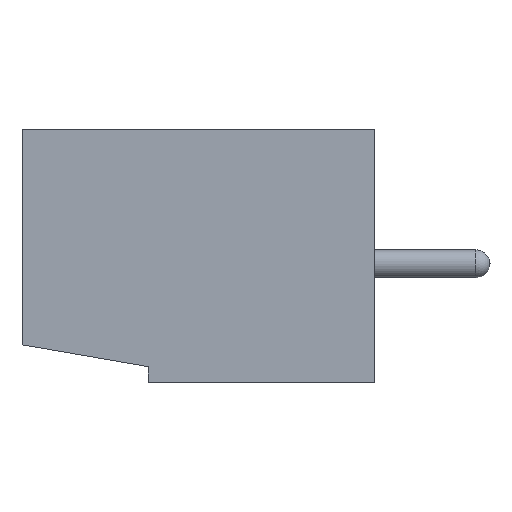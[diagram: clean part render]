
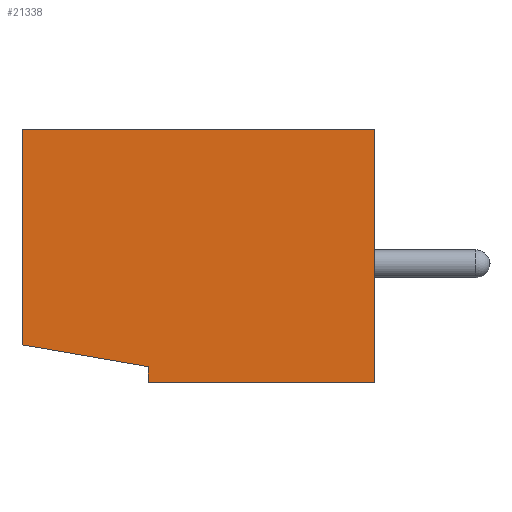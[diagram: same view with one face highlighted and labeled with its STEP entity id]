
A CAD part, left-side view. The second image highlights one B-rep face of the part: STEP entity #21338.
In plain terms, the highlighted planar face has unit normal (-1, 0, 0).
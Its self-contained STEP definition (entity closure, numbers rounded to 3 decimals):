
#850 = AXIS2_PLACEMENT_3D ( 'NONE', #11628, #11633, #11634 ) ;
#1430 = ORIENTED_EDGE ( 'NONE', *, *, #19704, .F. ) ;
#1431 = ORIENTED_EDGE ( 'NONE', *, *, #19705, .T. ) ;
#1432 = ORIENTED_EDGE ( 'NONE', *, *, #19706, .T. ) ;
#1433 = ORIENTED_EDGE ( 'NONE', *, *, #19707, .T. ) ;
#1434 = ORIENTED_EDGE ( 'NONE', *, *, #19708, .T. ) ;
#1435 = ORIENTED_EDGE ( 'NONE', *, *, #19709, .T. ) ;
#2260 = VERTEX_POINT ( 'NONE', #6642 ) ;
#2296 = VERTEX_POINT ( 'NONE', #6678 ) ;
#2323 = VERTEX_POINT ( 'NONE', #6705 ) ;
#2346 = VERTEX_POINT ( 'NONE', #6728 ) ;
#2379 = VERTEX_POINT ( 'NONE', #6761 ) ;
#2427 = VERTEX_POINT ( 'NONE', #6809 ) ;
#6642 = CARTESIAN_POINT ( 'NONE',  ( -2.5, 12.57, 4.51 ) ) ;
#6678 = CARTESIAN_POINT ( 'NONE',  ( -2.5, 0., 4.51 ) ) ;
#6705 = CARTESIAN_POINT ( 'NONE',  ( -2.5, 8.07, -3.95 ) ) ;
#6728 = CARTESIAN_POINT ( 'NONE',  ( -2.5, 8.07, -4.51 ) ) ;
#6761 = CARTESIAN_POINT ( 'NONE',  ( -2.5, 12.57, -3.17 ) ) ;
#6809 = CARTESIAN_POINT ( 'NONE',  ( -2.5, 0., -4.51 ) ) ;
#8376 = LINE ( 'NONE', #10381, #8382 ) ;
#8379 = LINE ( 'NONE', #10380, #8384 ) ;
#8381 = LINE ( 'NONE', #10385, #8386 ) ;
#8382 = VECTOR ( 'NONE', #10386, 1000. ) ;
#8384 = VECTOR ( 'NONE', #10387, 1000. ) ;
#8385 = LINE ( 'NONE', #10389, #8388 ) ;
#8386 = VECTOR ( 'NONE', #10388, 1000. ) ;
#8387 = LINE ( 'NONE', #10391, #8390 ) ;
#8388 = VECTOR ( 'NONE', #10390, 1000. ) ;
#8389 = LINE ( 'NONE', #10393, #8392 ) ;
#8390 = VECTOR ( 'NONE', #10392, 1000. ) ;
#8392 = VECTOR ( 'NONE', #10394, 1000. ) ;
#10380 = CARTESIAN_POINT ( 'NONE',  ( -2.5, 12.57, 4.51 ) ) ;
#10381 = CARTESIAN_POINT ( 'NONE',  ( -2.5, 0., 0. ) ) ;
#10385 = CARTESIAN_POINT ( 'NONE',  ( -2.5, 12.57, 0. ) ) ;
#10386 = DIRECTION ( 'NONE',  ( 0., 0., -1. ) ) ;
#10387 = DIRECTION ( 'NONE',  ( 0., 1., 0. ) ) ;
#10388 = DIRECTION ( 'NONE',  ( 0., 0., -1. ) ) ;
#10389 = CARTESIAN_POINT ( 'NONE',  ( -2.5, 8.07, -3.95 ) ) ;
#10390 = DIRECTION ( 'NONE',  ( 0., -0.985, -0.171 ) ) ;
#10391 = CARTESIAN_POINT ( 'NONE',  ( -2.5, 8.07, -4.51 ) ) ;
#10392 = DIRECTION ( 'NONE',  ( 0., 0., -1. ) ) ;
#10393 = CARTESIAN_POINT ( 'NONE',  ( -2.5, 12.57, -4.51 ) ) ;
#10394 = DIRECTION ( 'NONE',  ( 0., -1., 0. ) ) ;
#11628 = CARTESIAN_POINT ( 'NONE',  ( -2.5, 0., 0. ) ) ;
#11630 = PLANE ( 'NONE',  #850 ) ;
#11633 = DIRECTION ( 'NONE',  ( -1., 0., 0. ) ) ;
#11634 = DIRECTION ( 'NONE',  ( 0., -1., 0. ) ) ;
#11757 = FACE_OUTER_BOUND ( 'NONE', #19388, .T. ) ;
#19388 = EDGE_LOOP ( 'NONE', ( #1430, #1431, #1432, #1433, #1434, #1435 ) ) ;
#19704 = EDGE_CURVE ( 'NONE', #2296, #2427, #8376, .T. ) ;
#19705 = EDGE_CURVE ( 'NONE', #2296, #2260, #8379, .T. ) ;
#19706 = EDGE_CURVE ( 'NONE', #2260, #2379, #8381, .T. ) ;
#19707 = EDGE_CURVE ( 'NONE', #2379, #2323, #8385, .T. ) ;
#19708 = EDGE_CURVE ( 'NONE', #2323, #2346, #8387, .T. ) ;
#19709 = EDGE_CURVE ( 'NONE', #2346, #2427, #8389, .T. ) ;
#21338 = ADVANCED_FACE ( 'NONE', ( #11757 ), #11630, .T. ) ;
